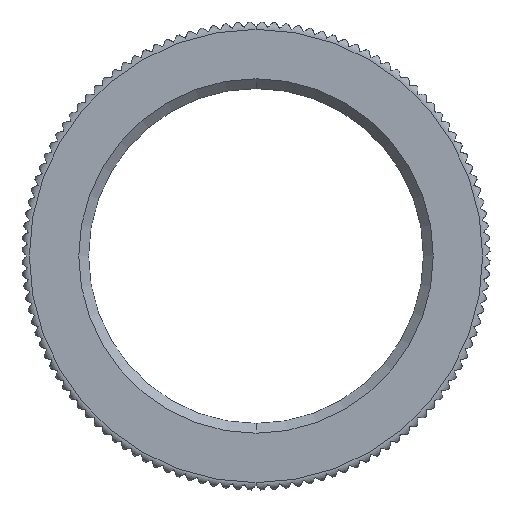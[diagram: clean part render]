
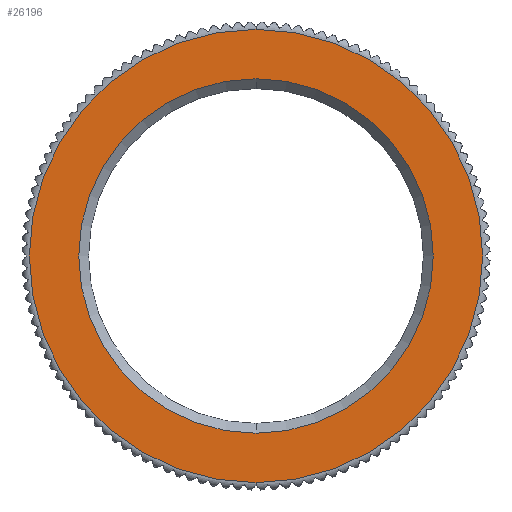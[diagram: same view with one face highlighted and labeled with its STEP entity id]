
A CAD part, front view. The second image highlights one B-rep face of the part: STEP entity #26196.
In plain terms, the highlighted planar face has unit normal (0, -1, 0).
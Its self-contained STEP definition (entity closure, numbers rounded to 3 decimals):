
#593 = DIRECTION ( 'NONE',  ( 0., 0., 1. ) ) ;
#1796 = ORIENTED_EDGE ( 'NONE', *, *, #15833, .T. ) ;
#2869 = DIRECTION ( 'NONE',  ( 1., 0., 0. ) ) ;
#3163 = FACE_OUTER_BOUND ( 'NONE', #3283, .T. ) ;
#3170 = CIRCLE ( 'NONE', #15319, 7.195 ) ;
#3283 = EDGE_LOOP ( 'NONE', ( #16102, #15052 ) ) ;
#3335 = CARTESIAN_POINT ( 'NONE',  ( 0., 0., 9.2 ) ) ;
#3543 = CARTESIAN_POINT ( 'NONE',  ( 0., 0., 0. ) ) ;
#3975 = DIRECTION ( 'NONE',  ( 0., 0., 1. ) ) ;
#4420 = AXIS2_PLACEMENT_3D ( 'NONE', #7799, #5887, #14530 ) ;
#4609 = EDGE_CURVE ( 'NONE', #28060, #11327, #19831, .T. ) ;
#4663 = EDGE_CURVE ( 'NONE', #11327, #28060, #22174, .T. ) ;
#5887 = DIRECTION ( 'NONE',  ( 0., -1., 0. ) ) ;
#7220 = AXIS2_PLACEMENT_3D ( 'NONE', #12613, #26659, #3975 ) ;
#7799 = CARTESIAN_POINT ( 'NONE',  ( 0., 0., 0. ) ) ;
#7813 = CARTESIAN_POINT ( 'NONE',  ( 0., 0., -9.2 ) ) ;
#7856 = VERTEX_POINT ( 'NONE', #16481 ) ;
#10004 = DIRECTION ( 'NONE',  ( 0., 1., 0. ) ) ;
#10054 = DIRECTION ( 'NONE',  ( 0., 1., 0. ) ) ;
#11327 = VERTEX_POINT ( 'NONE', #3335 ) ;
#12007 = CARTESIAN_POINT ( 'NONE',  ( 0., 0., 7.195 ) ) ;
#12478 = DIRECTION ( 'NONE',  ( 0., 0., 1. ) ) ;
#12613 = CARTESIAN_POINT ( 'NONE',  ( 0., 0., 0. ) ) ;
#13641 = CARTESIAN_POINT ( 'NONE',  ( 0., 0., 0. ) ) ;
#14003 = CIRCLE ( 'NONE', #19625, 7.195 ) ;
#14006 = FACE_BOUND ( 'NONE', #23944, .T. ) ;
#14530 = DIRECTION ( 'NONE',  ( 0., 0., 1. ) ) ;
#15052 = ORIENTED_EDGE ( 'NONE', *, *, #4609, .T. ) ;
#15083 = VERTEX_POINT ( 'NONE', #12007 ) ;
#15319 = AXIS2_PLACEMENT_3D ( 'NONE', #3543, #10004, #12478 ) ;
#15833 = EDGE_CURVE ( 'NONE', #15083, #7856, #3170, .T. ) ;
#16102 = ORIENTED_EDGE ( 'NONE', *, *, #4663, .T. ) ;
#16357 = CARTESIAN_POINT ( 'NONE',  ( 0., 0., 0. ) ) ;
#16481 = CARTESIAN_POINT ( 'NONE',  ( 0., 0., -7.195 ) ) ;
#19625 = AXIS2_PLACEMENT_3D ( 'NONE', #13641, #27264, #593 ) ;
#19831 = CIRCLE ( 'NONE', #4420, 9.2 ) ;
#21906 = AXIS2_PLACEMENT_3D ( 'NONE', #16357, #10054, #2869 ) ;
#22174 = CIRCLE ( 'NONE', #7220, 9.2 ) ;
#23944 = EDGE_LOOP ( 'NONE', ( #27472, #1796 ) ) ;
#25424 = PLANE ( 'NONE',  #21906 ) ;
#26196 = ADVANCED_FACE ( 'NONE', ( #14006, #3163 ), #25424, .F. ) ;
#26659 = DIRECTION ( 'NONE',  ( 0., -1., 0. ) ) ;
#27264 = DIRECTION ( 'NONE',  ( 0., 1., 0. ) ) ;
#27472 = ORIENTED_EDGE ( 'NONE', *, *, #28304, .T. ) ;
#28060 = VERTEX_POINT ( 'NONE', #7813 ) ;
#28304 = EDGE_CURVE ( 'NONE', #7856, #15083, #14003, .T. ) ;
